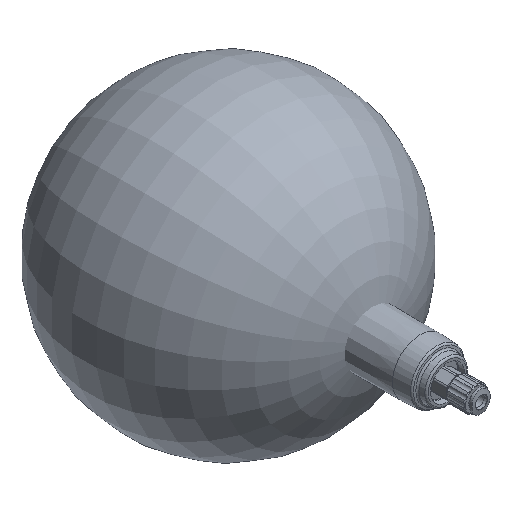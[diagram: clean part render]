
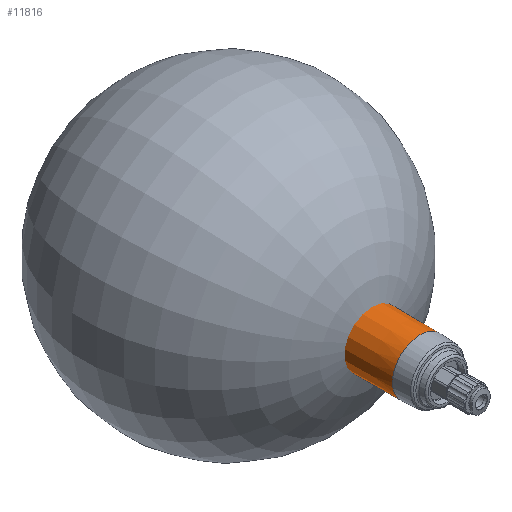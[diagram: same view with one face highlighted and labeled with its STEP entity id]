
A CAD part, isometric view. The second image highlights one B-rep face of the part: STEP entity #11816.
In plain terms, the highlighted conical face has half-angle 0.5 degrees and reference radius 15.575 mm.
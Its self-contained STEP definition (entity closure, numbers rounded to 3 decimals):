
#4179=ORIENTED_EDGE('',*,*,#5577,.F.);
#4180=ORIENTED_EDGE('',*,*,#4913,.T.);
#4913=EDGE_CURVE('',#6051,#6051,#6631,.F.);
#5577=EDGE_CURVE('',#6441,#6441,#6893,.T.);
#6051=VERTEX_POINT('',#16609);
#6441=VERTEX_POINT('',#18084);
#6631=CIRCLE('',#12144,15.549);
#6893=CIRCLE('',#12721,14.983);
#7395=EDGE_LOOP('',(#4179));
#7396=EDGE_LOOP('',(#4180));
#7937=FACE_BOUND('',#7395,.T.);
#7938=FACE_BOUND('',#7396,.T.);
#8035=CONICAL_SURFACE('',#12720,15.575,0.009);
#11816=ADVANCED_FACE('',(#7937,#7938),#8035,.T.);
#12144=AXIS2_PLACEMENT_3D('',#16608,#13607,#13608);
#12720=AXIS2_PLACEMENT_3D('',#18082,#15117,#15118);
#12721=AXIS2_PLACEMENT_3D('',#18083,#15119,#15120);
#13607=DIRECTION('',(0.,1.,0.));
#13608=DIRECTION('',(0.,0.,1.));
#15117=DIRECTION('',(0.,1.,0.));
#15118=DIRECTION('',(0.,0.,1.));
#15119=DIRECTION('',(0.,-1.,0.));
#15120=DIRECTION('',(0.,0.,-1.));
#16608=CARTESIAN_POINT('',(0.,-35.5,0.));
#16609=CARTESIAN_POINT('',(0.,-35.5,15.549));
#18082=CARTESIAN_POINT('',(0.,-32.53,0.));
#18083=CARTESIAN_POINT('',(0.,-100.43,0.));
#18084=CARTESIAN_POINT('',(0.,-100.43,-14.983));
